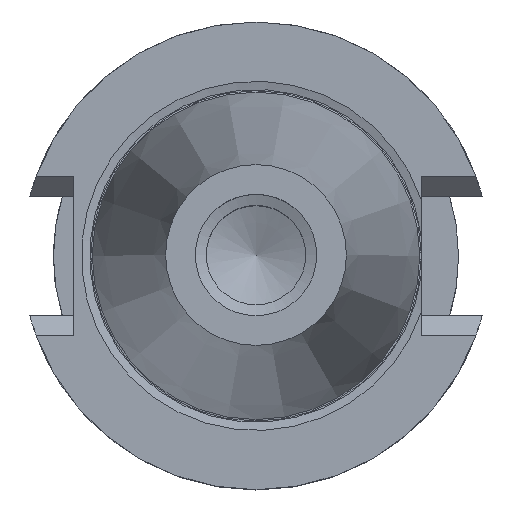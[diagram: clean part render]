
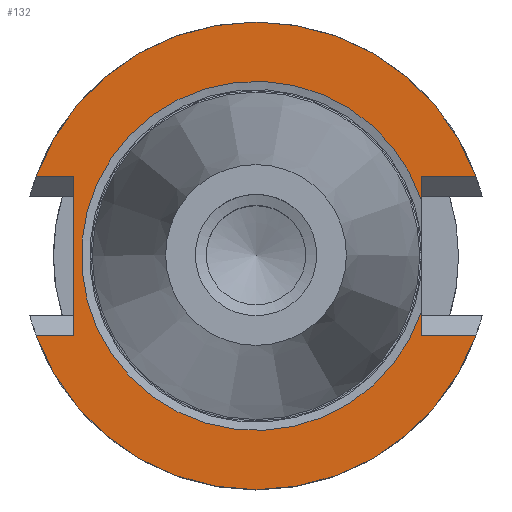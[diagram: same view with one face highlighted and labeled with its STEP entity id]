
A CAD part, top view. The second image highlights one B-rep face of the part: STEP entity #132.
In plain terms, the highlighted planar face has unit normal (0, 0, 1).
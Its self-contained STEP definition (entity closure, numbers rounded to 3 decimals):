
#132=ADVANCED_FACE('',(#192),#160,.F.);
#160=PLANE('',#870);
#192=FACE_OUTER_BOUND('',#241,.T.);
#241=EDGE_LOOP('',(#529,#530,#531,#532,#533,#534,#535,#536,#537,#538));
#287=LINE('',#1329,#339);
#290=LINE('',#1334,#342);
#292=LINE('',#1338,#344);
#293=LINE('',#1340,#345);
#302=LINE('',#1358,#354);
#303=LINE('',#1360,#355);
#305=LINE('',#1362,#357);
#339=VECTOR('',#1048,1.);
#342=VECTOR('',#1053,1.);
#344=VECTOR('',#1057,1.);
#345=VECTOR('',#1060,1.);
#354=VECTOR('',#1075,1.);
#355=VECTOR('',#1078,1.);
#357=VECTOR('',#1080,1.);
#529=ORIENTED_EDGE('',*,*,#730,.T.);
#530=ORIENTED_EDGE('',*,*,#731,.T.);
#531=ORIENTED_EDGE('',*,*,#656,.T.);
#532=ORIENTED_EDGE('',*,*,#733,.T.);
#533=ORIENTED_EDGE('',*,*,#721,.T.);
#534=ORIENTED_EDGE('',*,*,#664,.F.);
#535=ORIENTED_EDGE('',*,*,#720,.F.);
#536=ORIENTED_EDGE('',*,*,#718,.F.);
#537=ORIENTED_EDGE('',*,*,#715,.F.);
#538=ORIENTED_EDGE('',*,*,#712,.F.);
#585=VERTEX_POINT('',#1169);
#586=VERTEX_POINT('',#1170);
#591=VERTEX_POINT('',#1190);
#593=VERTEX_POINT('',#1193);
#625=VERTEX_POINT('',#1323);
#626=VERTEX_POINT('',#1325);
#627=VERTEX_POINT('',#1330);
#628=VERTEX_POINT('',#1335);
#629=VERTEX_POINT('',#1341);
#634=VERTEX_POINT('',#1357);
#656=EDGE_CURVE('',#585,#586,#755,.T.);
#664=EDGE_CURVE('',#591,#593,#758,.T.);
#712=EDGE_CURVE('',#625,#626,#771,.T.);
#715=EDGE_CURVE('',#626,#627,#287,.T.);
#718=EDGE_CURVE('',#627,#628,#290,.T.);
#720=EDGE_CURVE('',#628,#591,#292,.T.);
#721=EDGE_CURVE('',#629,#593,#293,.T.);
#730=EDGE_CURVE('',#625,#634,#302,.T.);
#731=EDGE_CURVE('',#634,#585,#303,.T.);
#733=EDGE_CURVE('',#586,#629,#305,.T.);
#755=CIRCLE('',#823,23.7);
#758=CIRCLE('',#829,31.75);
#771=CIRCLE('',#859,31.75);
#823=AXIS2_PLACEMENT_3D('',#1168,#942,#943);
#829=AXIS2_PLACEMENT_3D('',#1192,#956,#957);
#859=AXIS2_PLACEMENT_3D('',#1324,#1041,#1042);
#870=AXIS2_PLACEMENT_3D('',#1365,#1084,#1085);
#942=DIRECTION('',(0.,0.,-1.));
#943=DIRECTION('',(-1.,0.,0.));
#956=DIRECTION('',(0.,0.,-1.));
#957=DIRECTION('',(-1.,0.,0.));
#1041=DIRECTION('',(0.,0.,-1.));
#1042=DIRECTION('',(-1.,0.,0.));
#1048=DIRECTION('',(1.,0.,0.));
#1053=DIRECTION('',(0.,1.,0.));
#1057=DIRECTION('',(-1.,0.,0.));
#1060=DIRECTION('',(1.,0.,0.));
#1075=DIRECTION('',(-1.,0.,0.));
#1078=DIRECTION('',(0.,1.,0.));
#1080=DIRECTION('',(0.,1.,0.));
#1084=DIRECTION('',(0.,0.,-1.));
#1085=DIRECTION('',(-1.,0.,0.));
#1168=CARTESIAN_POINT('',(0.,0.,-1.));
#1169=CARTESIAN_POINT('',(22.42,-7.683,-1.));
#1170=CARTESIAN_POINT('',(22.42,7.683,-1.));
#1190=CARTESIAN_POINT('',(-29.859,10.795,-1.));
#1192=CARTESIAN_POINT('',(0.,0.,-1.));
#1193=CARTESIAN_POINT('',(29.859,10.795,-1.));
#1323=CARTESIAN_POINT('',(29.859,-10.795,-1.));
#1324=CARTESIAN_POINT('',(0.,0.,-1.));
#1325=CARTESIAN_POINT('',(-29.859,-10.795,-1.));
#1329=CARTESIAN_POINT('',(0.,-10.795,-1.));
#1330=CARTESIAN_POINT('',(-24.82,-10.795,-1.));
#1334=CARTESIAN_POINT('',(-24.82,21.925,-1.));
#1335=CARTESIAN_POINT('',(-24.82,10.795,-1.));
#1338=CARTESIAN_POINT('',(0.,10.795,-1.));
#1340=CARTESIAN_POINT('',(0.,10.795,-1.));
#1341=CARTESIAN_POINT('',(22.42,10.795,-1.));
#1357=CARTESIAN_POINT('',(22.42,-10.795,-1.));
#1358=CARTESIAN_POINT('',(0.,-10.795,-1.));
#1360=CARTESIAN_POINT('',(22.42,21.925,-1.));
#1362=CARTESIAN_POINT('',(22.42,21.925,-1.));
#1365=CARTESIAN_POINT('',(0.,21.925,-1.));
